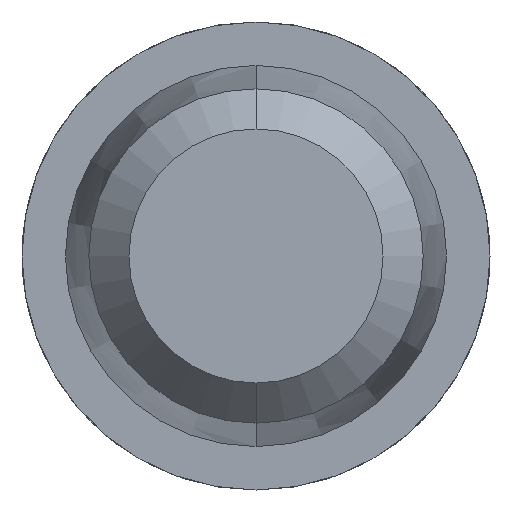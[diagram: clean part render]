
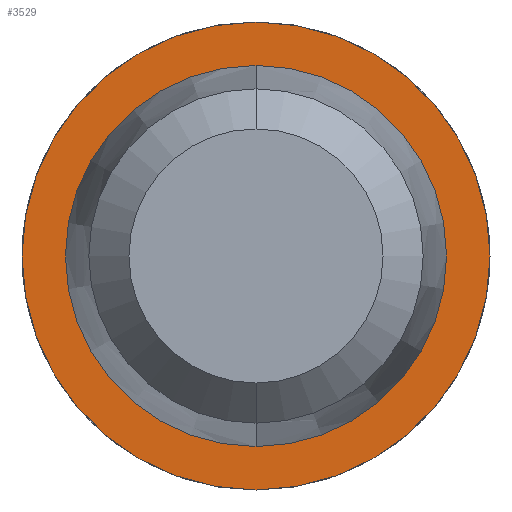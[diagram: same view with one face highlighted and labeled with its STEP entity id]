
A CAD part, front view. The second image highlights one B-rep face of the part: STEP entity #3529.
In plain terms, the highlighted planar face has unit normal (0, -1, 0).
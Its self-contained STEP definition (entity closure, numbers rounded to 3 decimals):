
#10 = EDGE_CURVE ( 'Defeature ausgef�hrt1_14+Defeature ausgef�hrt1_15+Defeature ausgef�hrt1_15+Defeature ausgef�hrt1_15', #2368, #3137, #3967, .T. ) ;
#38 = CIRCLE ( 'NONE', #361, 0.7 ) ;
#90 = CARTESIAN_POINT ( 'NONE',  ( 0., 26., -0.57 ) ) ;
#147 = DIRECTION ( 'NONE',  ( 0., -1., 0. ) ) ;
#197 = CARTESIAN_POINT ( 'NONE',  ( 0., 26., 0. ) ) ;
#210 = CARTESIAN_POINT ( 'NONE',  ( 0., 26., 0.57 ) ) ;
#283 = FACE_OUTER_BOUND ( 'NONE', #2374, .T. ) ;
#361 = AXIS2_PLACEMENT_3D ( 'NONE', #2114, #3704, #2440 ) ;
#787 = ORIENTED_EDGE ( 'NONE', *, *, #10, .F. ) ;
#862 = CARTESIAN_POINT ( 'NONE',  ( 0., 26., 0. ) ) ;
#917 = AXIS2_PLACEMENT_3D ( 'NONE', #197, #147, #3948 ) ;
#986 = CARTESIAN_POINT ( 'NONE',  ( 0., 26., 0. ) ) ;
#1096 = DIRECTION ( 'NONE',  ( 0., 0., -1. ) ) ;
#1161 = CIRCLE ( 'NONE', #917, 0.7 ) ;
#1202 = DIRECTION ( 'NONE',  ( 0., 0., -1. ) ) ;
#1238 = EDGE_CURVE ( 'Defeature ausgef�hrt1_15+Defeature ausgef�hrt1_16+Defeature ausgef�hrt1_16+Defeature ausgef�hrt1_16', #3618, #2958, #38, .T. ) ;
#1436 = CIRCLE ( 'NONE', #2523, 0.57 ) ;
#1469 = AXIS2_PLACEMENT_3D ( 'NONE', #862, #4020, #1202 ) ;
#1916 = DIRECTION ( 'NONE',  ( 0., -1., 0. ) ) ;
#1993 = ORIENTED_EDGE ( 'NONE', *, *, #3988, .F. ) ;
#1995 = PLANE ( 'NONE',  #4028 ) ;
#2114 = CARTESIAN_POINT ( 'NONE',  ( 0., 26., 0. ) ) ;
#2220 = EDGE_CURVE ( 'Defeature ausgef�hrt1_15+Defeature ausgef�hrt1_16+Defeature ausgef�hrt1_16+Defeature ausgef�hrt1_16', #2958, #3618, #1161, .T. ) ;
#2304 = DIRECTION ( 'NONE',  ( 0., -1., 0. ) ) ;
#2327 = CARTESIAN_POINT ( 'NONE',  ( 0., 26., 0.7 ) ) ;
#2368 = VERTEX_POINT ( 'NONE', #90 ) ;
#2374 = EDGE_LOOP ( 'NONE', ( #2897, #2679 ) ) ;
#2398 = CARTESIAN_POINT ( 'NONE',  ( 0., 26., -0.7 ) ) ;
#2440 = DIRECTION ( 'NONE',  ( 0., 0., -1. ) ) ;
#2523 = AXIS2_PLACEMENT_3D ( 'NONE', #986, #1916, #3168 ) ;
#2657 = FACE_BOUND ( 'NONE', #2863, .T. ) ;
#2679 = ORIENTED_EDGE ( 'NONE', *, *, #2220, .T. ) ;
#2863 = EDGE_LOOP ( 'NONE', ( #1993, #787 ) ) ;
#2897 = ORIENTED_EDGE ( 'NONE', *, *, #1238, .T. ) ;
#2956 = CARTESIAN_POINT ( 'NONE',  ( 0.57, 26., 0. ) ) ;
#2958 = VERTEX_POINT ( 'NONE', #2327 ) ;
#3137 = VERTEX_POINT ( 'NONE', #210 ) ;
#3168 = DIRECTION ( 'NONE',  ( 0., 0., -1. ) ) ;
#3529 = ADVANCED_FACE ( 'Defeature ausgef�hrt1_15', ( #283, #2657 ), #1995, .T. ) ;
#3618 = VERTEX_POINT ( 'NONE', #2398 ) ;
#3704 = DIRECTION ( 'NONE',  ( 0., -1., 0. ) ) ;
#3948 = DIRECTION ( 'NONE',  ( 0., 0., -1. ) ) ;
#3967 = CIRCLE ( 'NONE', #1469, 0.57 ) ;
#3988 = EDGE_CURVE ( 'Defeature ausgef�hrt1_14+Defeature ausgef�hrt1_15+Defeature ausgef�hrt1_15+Defeature ausgef�hrt1_15', #3137, #2368, #1436, .T. ) ;
#4020 = DIRECTION ( 'NONE',  ( 0., -1., 0. ) ) ;
#4028 = AXIS2_PLACEMENT_3D ( 'NONE', #2956, #2304, #1096 ) ;
